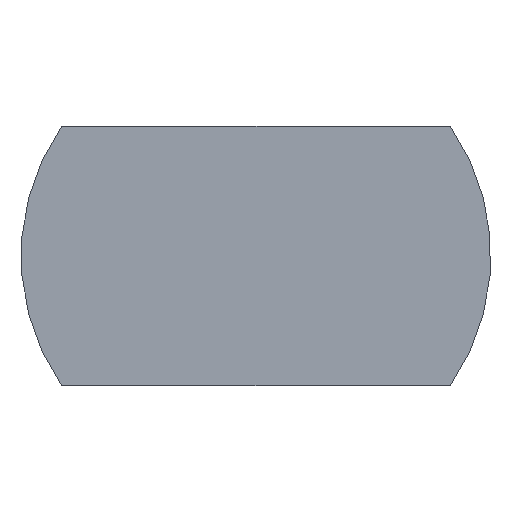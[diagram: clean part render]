
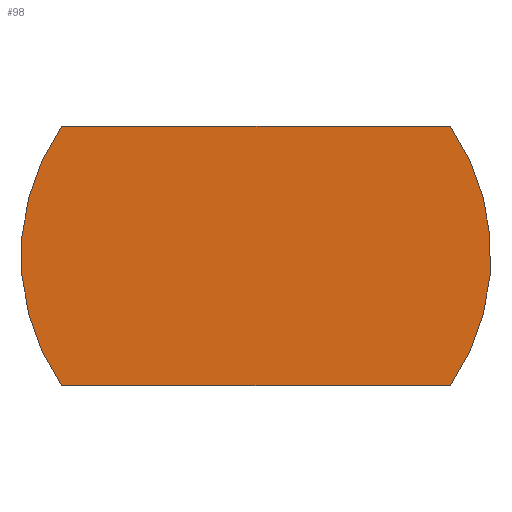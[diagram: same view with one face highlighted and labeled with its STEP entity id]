
A CAD part, front view. The second image highlights one B-rep face of the part: STEP entity #98.
In plain terms, the highlighted planar face has unit normal (0, -1, 0).
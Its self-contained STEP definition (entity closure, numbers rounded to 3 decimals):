
#98=ADVANCED_FACE('',(#230),#232,.F.);
#230=FACE_BOUND('',#231,.T.);
#231=EDGE_LOOP('',(#309,#310,#311,#312));
#232=PLANE('',#233);
#233=AXIS2_PLACEMENT_3D('',#234,#235,#236);
#234=CARTESIAN_POINT('',(0.,-150.,0.));
#235=DIRECTION('',(0.,1.,0.));
#236=DIRECTION('',(-1.,0.,0.));
#309=ORIENTED_EDGE('',*,*,#345,.F.);
#310=ORIENTED_EDGE('',*,*,#346,.F.);
#311=ORIENTED_EDGE('',*,*,#333,.F.);
#312=ORIENTED_EDGE('',*,*,#347,.F.);
#333=EDGE_CURVE('',#353,#354,#355,.T.);
#345=EDGE_CURVE('',#377,#378,#379,.T.);
#346=EDGE_CURVE('',#354,#377,#380,.T.);
#347=EDGE_CURVE('',#378,#353,#381,.T.);
#353=VERTEX_POINT('',#389);
#354=VERTEX_POINT('',#390);
#355=LINE('',#391,#392);
#377=VERTEX_POINT('',#445);
#378=VERTEX_POINT('',#446);
#379=LINE('',#447,#448);
#380=CIRCLE('',#450,87.798);
#381=CIRCLE('',#454,87.798);
#389=CARTESIAN_POINT('',(-75.,-150.,50.));
#390=CARTESIAN_POINT('',(75.,-150.,50.));
#391=CARTESIAN_POINT('',(-75.,-150.,50.));
#392=VECTOR('',#393,1.);
#393=DIRECTION('',(1.,0.,0.));
#445=CARTESIAN_POINT('',(75.,-150.,-50.));
#446=CARTESIAN_POINT('',(-75.,-150.,-50.));
#447=CARTESIAN_POINT('',(75.,-150.,-50.));
#448=VECTOR('',#449,1.);
#449=DIRECTION('',(-1.,0.,0.));
#450=AXIS2_PLACEMENT_3D('',#451,#452,#453);
#451=CARTESIAN_POINT('',(2.83,-150.,0.));
#452=DIRECTION('',(0.,1.,0.));
#453=DIRECTION('',(0.822,0.,0.569));
#454=AXIS2_PLACEMENT_3D('',#455,#456,#457);
#455=CARTESIAN_POINT('',(-2.83,-150.,0.));
#456=DIRECTION('',(0.,1.,0.));
#457=DIRECTION('',(-0.822,0.,-0.569));
